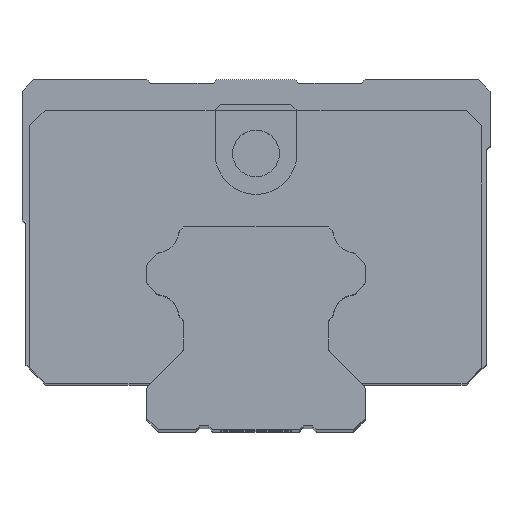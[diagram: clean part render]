
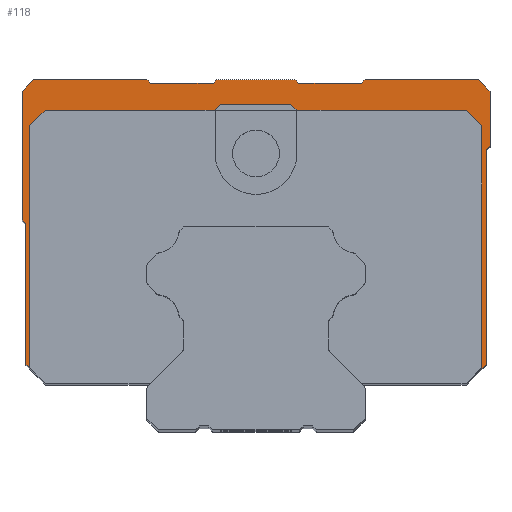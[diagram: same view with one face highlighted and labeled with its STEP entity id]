
A CAD part, top view. The second image highlights one B-rep face of the part: STEP entity #118.
In plain terms, the highlighted planar face has unit normal (0, 0, 1).
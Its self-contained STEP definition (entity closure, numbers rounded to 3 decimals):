
#118=ADVANCED_FACE('',(#396),#397,.T.);
#396=FACE_OUTER_BOUND('',#837,.T.);
#397=PLANE('',#838);
#837=EDGE_LOOP('',(#1744,#1745,#1746,#1747,#1748,#1749,#1750,#1751,#1752,#1753,#1754,#1755,#1756,#1757,#1758,#1759,#1760,#1761,#1762,#1763,#1764,#1765,#1766,#1767,#1768,#1769,#1770,#1771,#1772,#1773));
#838=AXIS2_PLACEMENT_3D('',#1774,#1775,#1776);
#1744=ORIENTED_EDGE('',*,*,#3099,.F.);
#1745=ORIENTED_EDGE('',*,*,#3135,.F.);
#1746=ORIENTED_EDGE('',*,*,#3136,.F.);
#1747=ORIENTED_EDGE('',*,*,#3137,.F.);
#1748=ORIENTED_EDGE('',*,*,#3138,.F.);
#1749=ORIENTED_EDGE('',*,*,#3139,.F.);
#1750=ORIENTED_EDGE('',*,*,#3140,.F.);
#1751=ORIENTED_EDGE('',*,*,#3141,.F.);
#1752=ORIENTED_EDGE('',*,*,#3142,.F.);
#1753=ORIENTED_EDGE('',*,*,#3143,.F.);
#1754=ORIENTED_EDGE('',*,*,#3144,.F.);
#1755=ORIENTED_EDGE('',*,*,#3145,.F.);
#1756=ORIENTED_EDGE('',*,*,#3146,.F.);
#1757=ORIENTED_EDGE('',*,*,#3147,.F.);
#1758=ORIENTED_EDGE('',*,*,#3148,.F.);
#1759=ORIENTED_EDGE('',*,*,#3149,.F.);
#1760=ORIENTED_EDGE('',*,*,#3150,.F.);
#1761=ORIENTED_EDGE('',*,*,#3151,.F.);
#1762=ORIENTED_EDGE('',*,*,#3152,.F.);
#1763=ORIENTED_EDGE('',*,*,#3023,.F.);
#1764=ORIENTED_EDGE('',*,*,#3153,.T.);
#1765=ORIENTED_EDGE('',*,*,#3134,.F.);
#1766=ORIENTED_EDGE('',*,*,#3123,.T.);
#1767=ORIENTED_EDGE('',*,*,#3154,.F.);
#1768=ORIENTED_EDGE('',*,*,#3155,.T.);
#1769=ORIENTED_EDGE('',*,*,#3156,.F.);
#1770=ORIENTED_EDGE('',*,*,#3119,.T.);
#1771=ORIENTED_EDGE('',*,*,#3157,.F.);
#1772=ORIENTED_EDGE('',*,*,#3158,.T.);
#1773=ORIENTED_EDGE('',*,*,#3159,.F.);
#1774=CARTESIAN_POINT('',(0.0,0.0,46.5));
#1775=DIRECTION('',(0.0,0.0,1.0));
#1776=DIRECTION('',(1.0,0.0,0.0));
#3023=EDGE_CURVE('',#3698,#3700,#3701,.T.);
#3099=EDGE_CURVE('',#3812,#3814,#3815,.T.);
#3119=EDGE_CURVE('',#3850,#3848,#3851,.T.);
#3123=EDGE_CURVE('',#3858,#3856,#3859,.T.);
#3134=EDGE_CURVE('',#3858,#3873,#3875,.T.);
#3135=EDGE_CURVE('',#3876,#3812,#3877,.T.);
#3136=EDGE_CURVE('',#3878,#3876,#3879,.T.);
#3137=EDGE_CURVE('',#3880,#3878,#3881,.T.);
#3138=EDGE_CURVE('',#3882,#3880,#3883,.T.);
#3139=EDGE_CURVE('',#3884,#3882,#3885,.T.);
#3140=EDGE_CURVE('',#3886,#3884,#3887,.T.);
#3141=EDGE_CURVE('',#3888,#3886,#3889,.T.);
#3142=EDGE_CURVE('',#3890,#3888,#3891,.T.);
#3143=EDGE_CURVE('',#3892,#3890,#3893,.T.);
#3144=EDGE_CURVE('',#3894,#3892,#3895,.T.);
#3145=EDGE_CURVE('',#3896,#3894,#3897,.T.);
#3146=EDGE_CURVE('',#3898,#3896,#3899,.T.);
#3147=EDGE_CURVE('',#3900,#3898,#3901,.T.);
#3148=EDGE_CURVE('',#3902,#3900,#3903,.T.);
#3149=EDGE_CURVE('',#3904,#3902,#3905,.T.);
#3150=EDGE_CURVE('',#3906,#3904,#3907,.T.);
#3151=EDGE_CURVE('',#3908,#3906,#3909,.T.);
#3152=EDGE_CURVE('',#3700,#3908,#3910,.T.);
#3153=EDGE_CURVE('',#3698,#3873,#3911,.T.);
#3154=EDGE_CURVE('',#3912,#3856,#3913,.T.);
#3155=EDGE_CURVE('',#3912,#3914,#3915,.T.);
#3156=EDGE_CURVE('',#3850,#3914,#3916,.T.);
#3157=EDGE_CURVE('',#3917,#3848,#3918,.T.);
#3158=EDGE_CURVE('',#3917,#3919,#3920,.T.);
#3159=EDGE_CURVE('',#3814,#3919,#3921,.T.);
#3698=VERTEX_POINT('',#4721);
#3700=VERTEX_POINT('',#4724);
#3701=LINE('',#4725,#4726);
#3812=VERTEX_POINT('',#4891);
#3814=VERTEX_POINT('',#4894);
#3815=LINE('',#4895,#4896);
#3848=VERTEX_POINT('',#4945);
#3850=VERTEX_POINT('',#4948);
#3851=LINE('',#4949,#4950);
#3856=VERTEX_POINT('',#4957);
#3858=VERTEX_POINT('',#4960);
#3859=LINE('',#4961,#4962);
#3873=VERTEX_POINT('',#4981);
#3875=LINE('',#4984,#4985);
#3876=VERTEX_POINT('',#4986);
#3877=LINE('',#4987,#4988);
#3878=VERTEX_POINT('',#4989);
#3879=LINE('',#4990,#4991);
#3880=VERTEX_POINT('',#4992);
#3881=LINE('',#4993,#4994);
#3882=VERTEX_POINT('',#4995);
#3883=LINE('',#4996,#4997);
#3884=VERTEX_POINT('',#4998);
#3885=LINE('',#4999,#5000);
#3886=VERTEX_POINT('',#5001);
#3887=LINE('',#5002,#5003);
#3888=VERTEX_POINT('',#5004);
#3889=LINE('',#5005,#5006);
#3890=VERTEX_POINT('',#5007);
#3891=LINE('',#5008,#5009);
#3892=VERTEX_POINT('',#5010);
#3893=LINE('',#5011,#5012);
#3894=VERTEX_POINT('',#5013);
#3895=LINE('',#5014,#5015);
#3896=VERTEX_POINT('',#5016);
#3897=LINE('',#5017,#5018);
#3898=VERTEX_POINT('',#5019);
#3899=LINE('',#5020,#5021);
#3900=VERTEX_POINT('',#5022);
#3901=LINE('',#5023,#5024);
#3902=VERTEX_POINT('',#5025);
#3903=LINE('',#5026,#5027);
#3904=VERTEX_POINT('',#5028);
#3905=LINE('',#5029,#5030);
#3906=VERTEX_POINT('',#5031);
#3907=LINE('',#5032,#5033);
#3908=VERTEX_POINT('',#5034);
#3909=LINE('',#5035,#5036);
#3910=LINE('',#5037,#5038);
#3911=LINE('',#5039,#5040);
#3912=VERTEX_POINT('',#5041);
#3913=LINE('',#5042,#5043);
#3914=VERTEX_POINT('',#5044);
#3915=LINE('',#5045,#5046);
#3916=LINE('',#5047,#5048);
#3917=VERTEX_POINT('',#5049);
#3918=LINE('',#5050,#5051);
#3919=VERTEX_POINT('',#5052);
#3920=LINE('',#5053,#5054);
#3921=LINE('',#5055,#5056);
#4721=CARTESIAN_POINT('',(-29.037,-17.962,46.5));
#4724=CARTESIAN_POINT('',(-29.5,-17.5,46.5));
#4725=CARTESIAN_POINT('',(-29.037,-17.962,46.5));
#4726=VECTOR('',#5913,0.654);
#4891=CARTESIAN_POINT('',(27.0,-20.0,46.5));
#4894=CARTESIAN_POINT('',(26.924,-20.0,46.5));
#4895=CARTESIAN_POINT('',(27.0,-20.0,46.5));
#4896=VECTOR('',#6029,0.076);
#4945=CARTESIAN_POINT('',(26.963,15.039,46.5));
#4948=CARTESIAN_POINT('',(5.263,15.039,46.5));
#4949=CARTESIAN_POINT('',(5.263,15.039,46.5));
#4950=VECTOR('',#6053,21.7);
#4957=CARTESIAN_POINT('',(-5.337,15.039,46.5));
#4960=CARTESIAN_POINT('',(-27.037,15.039,46.5));
#4961=CARTESIAN_POINT('',(-27.037,15.039,46.5));
#4962=VECTOR('',#6057,21.7);
#4981=CARTESIAN_POINT('',(-29.037,13.039,46.5));
#4984=CARTESIAN_POINT('',(-27.037,15.039,46.5));
#4985=VECTOR('',#6076,2.829);
#4986=CARTESIAN_POINT('',(29.5,-17.5,46.5));
#4987=CARTESIAN_POINT('',(29.5,-17.5,46.5));
#4988=VECTOR('',#6077,3.536);
#4989=CARTESIAN_POINT('',(29.5,10.0,46.5));
#4990=CARTESIAN_POINT('',(29.5,10.0,46.5));
#4991=VECTOR('',#6078,27.5);
#4992=CARTESIAN_POINT('',(30.0,10.5,46.5));
#4993=CARTESIAN_POINT('',(30.0,10.5,46.5));
#4994=VECTOR('',#6079,0.707);
#4995=CARTESIAN_POINT('',(30.0,17.5,46.5));
#4996=CARTESIAN_POINT('',(30.0,17.5,46.5));
#4997=VECTOR('',#6080,7.0);
#4998=CARTESIAN_POINT('',(28.5,19.0,46.5));
#4999=CARTESIAN_POINT('',(28.5,19.0,46.5));
#5000=VECTOR('',#6081,2.121);
#5001=CARTESIAN_POINT('',(14.0,19.0,46.5));
#5002=CARTESIAN_POINT('',(14.0,19.0,46.5));
#5003=VECTOR('',#6082,14.5);
#5004=CARTESIAN_POINT('',(13.5,18.5,46.5));
#5005=CARTESIAN_POINT('',(13.5,18.5,46.5));
#5006=VECTOR('',#6083,0.707);
#5007=CARTESIAN_POINT('',(5.5,18.5,46.5));
#5008=CARTESIAN_POINT('',(5.5,18.5,46.5));
#5009=VECTOR('',#6084,8.0);
#5010=CARTESIAN_POINT('',(5.0,19.0,46.5));
#5011=CARTESIAN_POINT('',(5.0,19.0,46.5));
#5012=VECTOR('',#6085,0.707);
#5013=CARTESIAN_POINT('',(-5.0,19.0,46.5));
#5014=CARTESIAN_POINT('',(-5.0,19.0,46.5));
#5015=VECTOR('',#6086,10.0);
#5016=CARTESIAN_POINT('',(-5.5,18.5,46.5));
#5017=CARTESIAN_POINT('',(-5.5,18.5,46.5));
#5018=VECTOR('',#6087,0.707);
#5019=CARTESIAN_POINT('',(-13.5,18.5,46.5));
#5020=CARTESIAN_POINT('',(-13.5,18.5,46.5));
#5021=VECTOR('',#6088,8.0);
#5022=CARTESIAN_POINT('',(-14.0,19.0,46.5));
#5023=CARTESIAN_POINT('',(-14.0,19.0,46.5));
#5024=VECTOR('',#6089,0.707);
#5025=CARTESIAN_POINT('',(-28.5,19.0,46.5));
#5026=CARTESIAN_POINT('',(-28.5,19.0,46.5));
#5027=VECTOR('',#6090,14.5);
#5028=CARTESIAN_POINT('',(-30.0,17.5,46.5));
#5029=CARTESIAN_POINT('',(-30.0,17.5,46.5));
#5030=VECTOR('',#6091,2.121);
#5031=CARTESIAN_POINT('',(-30.0,1.,46.5));
#5032=CARTESIAN_POINT('',(-30.0,1.,46.5));
#5033=VECTOR('',#6092,16.5);
#5034=CARTESIAN_POINT('',(-29.5,0.5,46.5));
#5035=CARTESIAN_POINT('',(-29.5,0.5,46.5));
#5036=VECTOR('',#6093,0.707);
#5037=CARTESIAN_POINT('',(-29.5,-17.5,46.5));
#5038=VECTOR('',#6094,18.0);
#5039=CARTESIAN_POINT('',(-29.037,-17.962,46.5));
#5040=VECTOR('',#6095,31.001);
#5041=CARTESIAN_POINT('',(-4.537,15.839,46.5));
#5042=CARTESIAN_POINT('',(-4.537,15.839,46.5));
#5043=VECTOR('',#6096,1.131);
#5044=CARTESIAN_POINT('',(4.463,15.839,46.5));
#5045=CARTESIAN_POINT('',(-4.537,15.839,46.5));
#5046=VECTOR('',#6097,9.0);
#5047=CARTESIAN_POINT('',(5.263,15.039,46.5));
#5048=VECTOR('',#6098,1.131);
#5049=CARTESIAN_POINT('',(28.963,13.039,46.5));
#5050=CARTESIAN_POINT('',(28.963,13.039,46.5));
#5051=VECTOR('',#6099,2.828);
#5052=CARTESIAN_POINT('',(28.963,-17.961,46.5));
#5053=CARTESIAN_POINT('',(28.963,13.039,46.5));
#5054=VECTOR('',#6100,31.0);
#5055=CARTESIAN_POINT('',(26.924,-20.0,46.5));
#5056=VECTOR('',#6101,2.884);
#5913=DIRECTION('',(-0.708,0.706,0.0));
#6029=DIRECTION('',(-1.0,0.0,0.));
#6053=DIRECTION('',(1.0,0.0,0.0));
#6057=DIRECTION('',(1.0,0.0,0.0));
#6076=DIRECTION('',(-0.707,-0.707,0.0));
#6077=DIRECTION('',(-0.707,-0.707,0.0));
#6078=DIRECTION('',(0.0,-1.0,0.0));
#6079=DIRECTION('',(-0.707,-0.707,0.0));
#6080=DIRECTION('',(0.0,-1.0,0.0));
#6081=DIRECTION('',(0.707,-0.707,0.0));
#6082=DIRECTION('',(1.0,0.0,0.0));
#6083=DIRECTION('',(0.707,0.707,0.0));
#6084=DIRECTION('',(1.0,0.0,0.0));
#6085=DIRECTION('',(0.707,-0.707,0.0));
#6086=DIRECTION('',(1.0,0.0,0.0));
#6087=DIRECTION('',(0.707,0.707,0.0));
#6088=DIRECTION('',(1.0,0.0,0.0));
#6089=DIRECTION('',(0.707,-0.707,0.0));
#6090=DIRECTION('',(1.0,0.0,0.0));
#6091=DIRECTION('',(0.707,0.707,0.0));
#6092=DIRECTION('',(0.0,1.0,0.0));
#6093=DIRECTION('',(-0.707,0.707,0.0));
#6094=DIRECTION('',(0.0,1.0,0.0));
#6095=DIRECTION('',(0.,1.,0.0));
#6096=DIRECTION('',(-0.707,-0.707,0.0));
#6097=DIRECTION('',(1.0,0.0,0.0));
#6098=DIRECTION('',(-0.707,0.707,0.0));
#6099=DIRECTION('',(-0.707,0.707,0.0));
#6100=DIRECTION('',(0.0,-1.0,0.0));
#6101=DIRECTION('',(0.707,0.707,0.0));
